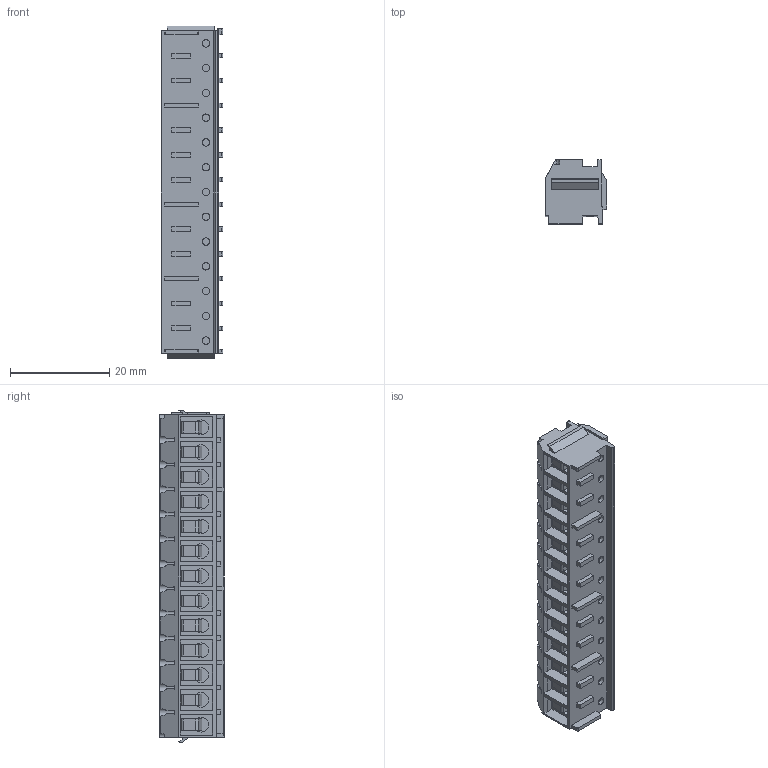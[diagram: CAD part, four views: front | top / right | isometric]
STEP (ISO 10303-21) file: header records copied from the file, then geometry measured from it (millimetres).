
FILE_DESCRIPTION((''),'2;1');
FILE_NAME('TL241T','2024-12-06T',('yanfa'),(''),'PRO/ENGINEER BY PARAMETRIC TECHNOLOGY CORPORATION, 2009280','PRO/ENGINEER BY PARAMETRIC TECHNOLOGY CORPORATION, 2009280','');
FILE_SCHEMA(('AUTOMOTIVE_DESIGN_CC2 { 1 2 10303 214 -1 1 5 2 }'));
Length unit declared in the file: millimetre
Products named in the file (1): TL241T
Bounding box: 12.4 x 13 x 67 mm (x, y, z)
Volume: 6222.1 mm3; surface area: 6705.3 mm2
Topology: 1 solids, 1 shells, 1062 faces, 2772 edges, 1804 vertices
Faces by surface type: plane 571, cylinder 313, cone 78, extrusion 74, torus 26
Entity records: 33377 total; most frequent: CARTESIAN_POINT 6996, ORIENTED_EDGE 5544, DIRECTION 5330, EDGE_CURVE 2772, VECTOR 1878, LINE 1804, VERTEX_POINT 1804, AXIS2_PLACEMENT_3D 1726
